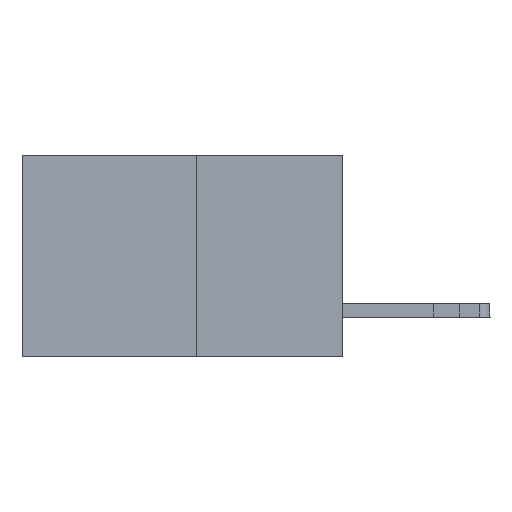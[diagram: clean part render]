
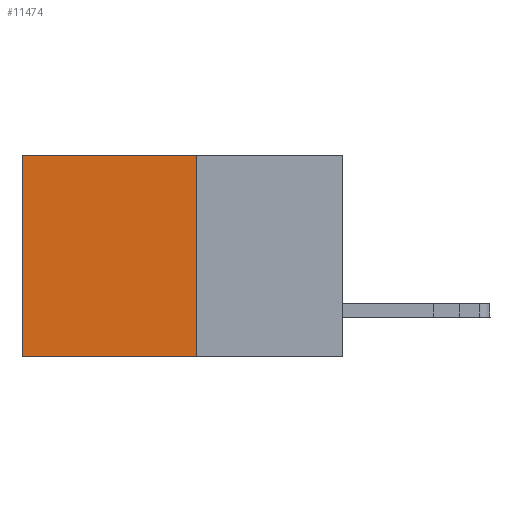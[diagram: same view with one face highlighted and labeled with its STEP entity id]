
A CAD part, left-side view. The second image highlights one B-rep face of the part: STEP entity #11474.
In plain terms, the highlighted planar face has unit normal (-1, 0, 0).
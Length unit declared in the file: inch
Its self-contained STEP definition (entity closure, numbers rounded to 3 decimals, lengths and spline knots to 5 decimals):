
#1292 = ORIENTED_EDGE ( 'NONE', *, *, #10020, .T. ) ;
#1566 = VERTEX_POINT ( 'NONE', #4491 ) ;
#1693 = VECTOR ( 'NONE', #14873, 39.37008 ) ;
#1733 = CARTESIAN_POINT ( 'NONE',  ( 0.277, 0.27, 0. ) ) ;
#1884 = LINE ( 'NONE', #14138, #16474 ) ;
#1886 = CARTESIAN_POINT ( 'NONE',  ( 0.277, 0.59, 0. ) ) ;
#2032 = VERTEX_POINT ( 'NONE', #1886 ) ;
#2141 = PLANE ( 'NONE',  #15985 ) ;
#2898 = ORIENTED_EDGE ( 'NONE', *, *, #8676, .T. ) ;
#4491 = CARTESIAN_POINT ( 'NONE',  ( 0.277, 0.27, 0. ) ) ;
#5222 = DIRECTION ( 'NONE',  ( 0., 0., -1. ) ) ;
#5274 = DIRECTION ( 'NONE',  ( 1., 0., 0. ) ) ;
#5324 = CARTESIAN_POINT ( 'NONE',  ( 0.277, 0.27, -0.37 ) ) ;
#6862 = FACE_OUTER_BOUND ( 'NONE', #19767, .T. ) ;
#7592 = VERTEX_POINT ( 'NONE', #18586 ) ;
#8496 = LINE ( 'NONE', #19488, #1693 ) ;
#8676 = EDGE_CURVE ( 'NONE', #2032, #7592, #1884, .T. ) ;
#9783 = DIRECTION ( 'NONE',  ( 0., 1., 0. ) ) ;
#9947 = ORIENTED_EDGE ( 'NONE', *, *, #14642, .F. ) ;
#10020 = EDGE_CURVE ( 'NONE', #1566, #2032, #16482, .T. ) ;
#11474 = ADVANCED_FACE ( 'NONE', ( #6862 ), #2141, .F. ) ;
#11993 = CARTESIAN_POINT ( 'NONE',  ( 0.277, 0.27, -0.37 ) ) ;
#12300 = ORIENTED_EDGE ( 'NONE', *, *, #19907, .F. ) ;
#13666 = LINE ( 'NONE', #11993, #16716 ) ;
#14138 = CARTESIAN_POINT ( 'NONE',  ( 0.277, 0.59, -0.37 ) ) ;
#14642 = EDGE_CURVE ( 'NONE', #15131, #7592, #8496, .T. ) ;
#14873 = DIRECTION ( 'NONE',  ( 0., 1., 0. ) ) ;
#15131 = VERTEX_POINT ( 'NONE', #5324 ) ;
#15985 = AXIS2_PLACEMENT_3D ( 'NONE', #19626, #5274, #19315 ) ;
#16474 = VECTOR ( 'NONE', #5222, 39.37008 ) ;
#16482 = LINE ( 'NONE', #1733, #20621 ) ;
#16716 = VECTOR ( 'NONE', #20271, 39.37008 ) ;
#18586 = CARTESIAN_POINT ( 'NONE',  ( 0.277, 0.59, -0.37 ) ) ;
#19315 = DIRECTION ( 'NONE',  ( 0., 0., -1. ) ) ;
#19488 = CARTESIAN_POINT ( 'NONE',  ( 0.277, 0.27, -0.37 ) ) ;
#19626 = CARTESIAN_POINT ( 'NONE',  ( 0.277, 0.27, -0.37 ) ) ;
#19767 = EDGE_LOOP ( 'NONE', ( #2898, #9947, #12300, #1292 ) ) ;
#19907 = EDGE_CURVE ( 'NONE', #1566, #15131, #13666, .T. ) ;
#20271 = DIRECTION ( 'NONE',  ( 0., 0., -1. ) ) ;
#20621 = VECTOR ( 'NONE', #9783, 39.37008 ) ;
